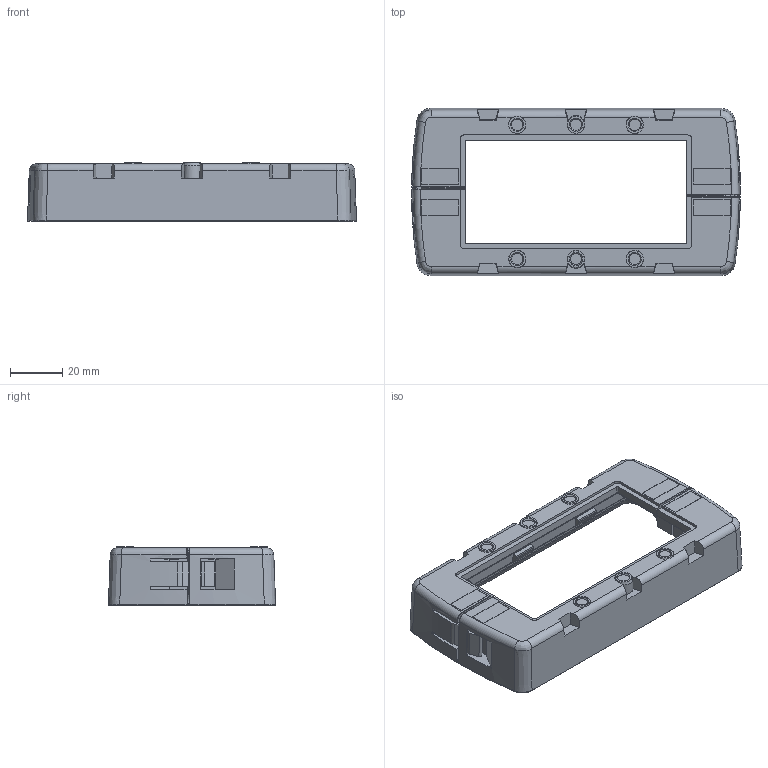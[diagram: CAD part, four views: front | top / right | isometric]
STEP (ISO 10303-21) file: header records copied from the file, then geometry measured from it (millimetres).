
FILE_DESCRIPTION(/* description */ (''),/* implementation_level */ '2;1');
FILE_NAME(/* name */ '28887.4_KDSI-AD_8-16.stp',/* time_stamp */ '2021-05-11T11:01:35+02:00',/* author */ (''),/* organization */ (''),/* preprocessor_version */ 'ST-DEVELOPER v16.7',/* originating_system */ 'SIEMENS PLM Software NX 12.0',/* authorisation */ '');
FILE_SCHEMA (('AUTOMOTIVE_DESIGN { 1 0 10303 214 3 1 1 1 }'));
Length unit declared in the file: millimetre
Products named in the file (2): KDSI-AD_8-16; 28882.4_KDSI-SR_8-16
Assembly tree (2 placements, depth 2):
  28882.4_KDSI-SR_8-16
    KDSI-AD_8-16  x2
Bounding box: 125.95 x 63.96 x 22.5 mm (x, y, z)
Volume: 39149.7 mm3; surface area: 26891.8 mm2
Topology: 2 solids, 6 shells, 566 faces, 1498 edges, 952 vertices
Faces by surface type: plane 280, cylinder 100, bspline 96, cone 40, torus 30, extrusion 16, sphere 4
Entity records: 9929 total; most frequent: CARTESIAN_POINT 3337, ORIENTED_EDGE 1476, DIRECTION 1189, EDGE_CURVE 738, VERTEX_POINT 473, VECTOR 399, AXIS2_PLACEMENT_3D 395, LINE 391
